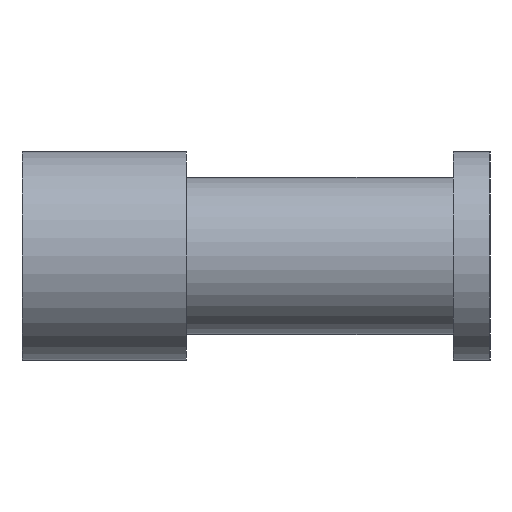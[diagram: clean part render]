
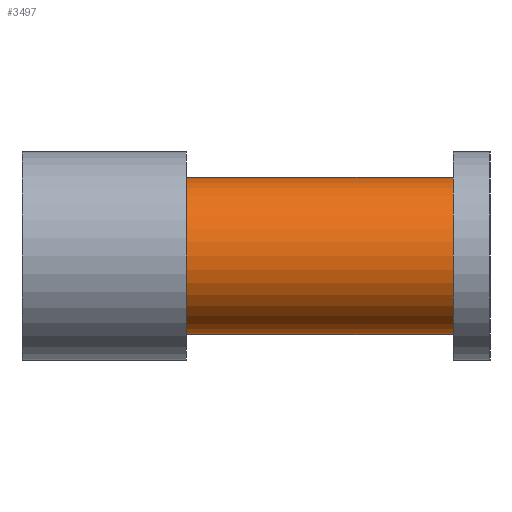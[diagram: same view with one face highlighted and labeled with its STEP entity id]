
A CAD part, left-side view. The second image highlights one B-rep face of the part: STEP entity #3497.
In plain terms, the highlighted cylindrical face has radius 7.5 mm (diameter 15 mm), a partial arc.
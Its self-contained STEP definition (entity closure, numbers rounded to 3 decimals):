
#161=FACE_OUTER_BOUND('',#349,.T.);
#349=EDGE_LOOP('',(#2405,#2406,#2407,#2408));
#559=LINE('',#5119,#965);
#560=LINE('',#5122,#966);
#965=VECTOR('',#4077,1000.);
#966=VECTOR('',#4080,1000.);
#1373=CIRCLE('',#3718,7.5);
#1374=CIRCLE('',#3719,7.5);
#1511=VERTEX_POINT('',#5115);
#1512=VERTEX_POINT('',#5116);
#1513=VERTEX_POINT('',#5118);
#1514=VERTEX_POINT('',#5120);
#1869=EDGE_CURVE('',#1511,#1512,#1373,.T.);
#1870=EDGE_CURVE('',#1511,#1513,#559,.T.);
#1871=EDGE_CURVE('',#1514,#1513,#1374,.T.);
#1872=EDGE_CURVE('',#1512,#1514,#560,.T.);
#2405=ORIENTED_EDGE('',*,*,#1869,.F.);
#2406=ORIENTED_EDGE('',*,*,#1870,.T.);
#2407=ORIENTED_EDGE('',*,*,#1871,.F.);
#2408=ORIENTED_EDGE('',*,*,#1872,.F.);
#3437=CYLINDRICAL_SURFACE('',#3717,7.5);
#3497=ADVANCED_FACE('',(#161),#3437,.T.);
#3717=AXIS2_PLACEMENT_3D('',#5114,#4073,#4074);
#3718=AXIS2_PLACEMENT_3D('',#5117,#4075,#4076);
#3719=AXIS2_PLACEMENT_3D('',#5121,#4078,#4079);
#4073=DIRECTION('center_axis',(0.,-1.,0.));
#4074=DIRECTION('ref_axis',(-1.,0.,0.));
#4075=DIRECTION('center_axis',(0.,1.,0.));
#4076=DIRECTION('ref_axis',(0.,0.,1.));
#4077=DIRECTION('',(0.,-1.,0.));
#4078=DIRECTION('center_axis',(0.,-1.,0.));
#4079=DIRECTION('ref_axis',(0.,0.,-1.));
#4080=DIRECTION('',(0.,-1.,0.));
#5114=CARTESIAN_POINT('Origin',(-165.,16.,0.));
#5115=CARTESIAN_POINT('',(-157.652,13.,-1.5));
#5116=CARTESIAN_POINT('',(-157.652,13.,1.5));
#5117=CARTESIAN_POINT('Origin',(-165.,13.,0.));
#5118=CARTESIAN_POINT('',(-157.652,-12.5,-1.5));
#5119=CARTESIAN_POINT('',(-157.652,16.,-1.5));
#5120=CARTESIAN_POINT('',(-157.652,-12.5,1.5));
#5121=CARTESIAN_POINT('Origin',(-165.,-12.5,0.));
#5122=CARTESIAN_POINT('',(-157.652,16.,1.5));
